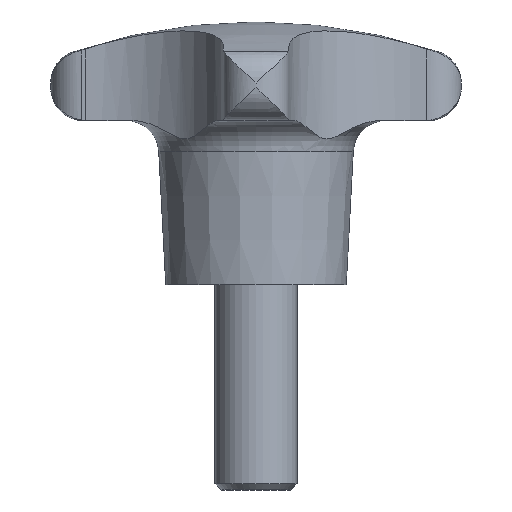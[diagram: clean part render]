
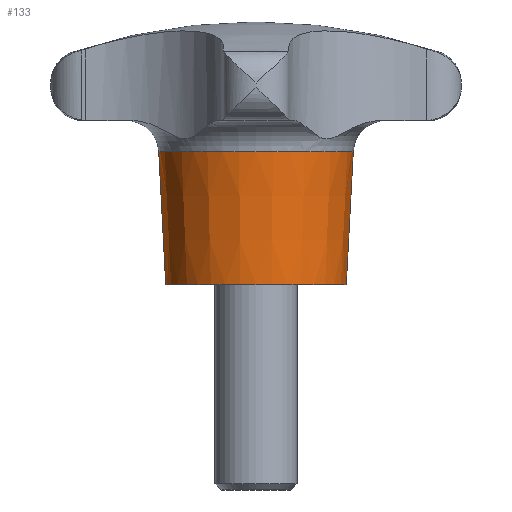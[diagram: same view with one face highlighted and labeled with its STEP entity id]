
A CAD part, front view. The second image highlights one B-rep face of the part: STEP entity #133.
In plain terms, the highlighted conical face has half-angle 3 degrees and reference radius 11.425 mm.
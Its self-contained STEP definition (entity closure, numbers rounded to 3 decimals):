
#133=ADVANCED_FACE('',(#268),#269,.T.);
#268=FACE_OUTER_BOUND('',#403,.T.);
#269=CONICAL_SURFACE('',#404,11.425,0.052);
#403=EDGE_LOOP('',(#748,#749,#750,#751));
#404=AXIS2_PLACEMENT_3D('',#752,#753,#754);
#748=ORIENTED_EDGE('',*,*,#864,.T.);
#749=ORIENTED_EDGE('',*,*,#970,.F.);
#750=ORIENTED_EDGE('',*,*,#866,.T.);
#751=ORIENTED_EDGE('',*,*,#972,.T.);
#752=CARTESIAN_POINT('',(0.,0.,8.105));
#753=DIRECTION('',(-0.0,0.0,1.0));
#754=DIRECTION('',(1.0,0.,0.0));
#864=EDGE_CURVE('',#1047,#1048,#1049,.T.);
#866=EDGE_CURVE('',#1052,#1050,#1053,.T.);
#970=EDGE_CURVE('',#1052,#1048,#1202,.T.);
#972=EDGE_CURVE('',#1050,#1047,#1204,.T.);
#1047=VERTEX_POINT('',#1390);
#1048=VERTEX_POINT('',#1391);
#1049=LINE('',#1392,#1393);
#1050=VERTEX_POINT('',#1394);
#1052=VERTEX_POINT('',#1396);
#1053=LINE('',#1397,#1398);
#1202=CIRCLE('',#1950,11.849);
#1204=CIRCLE('',#1952,11.);
#1390=CARTESIAN_POINT('',(11.,0.,0.));
#1391=CARTESIAN_POINT('',(11.849,0.,16.209));
#1392=CARTESIAN_POINT('',(11.425,0.,8.105));
#1393=VECTOR('',#2008,1.0);
#1394=CARTESIAN_POINT('',(-11.0,0.,0.));
#1396=CARTESIAN_POINT('',(-11.849,0.,16.209));
#1397=CARTESIAN_POINT('',(-11.425,0.,8.105));
#1398=VECTOR('',#2012,1.0);
#1950=AXIS2_PLACEMENT_3D('',#2106,#2107,#2108);
#1952=AXIS2_PLACEMENT_3D('',#2109,#2110,#2111);
#2008=DIRECTION('',(0.052,0.,0.999));
#2012=DIRECTION('',(0.052,0.,-0.999));
#2106=CARTESIAN_POINT('',(0.,0.,16.209));
#2107=DIRECTION('',(0.0,0.0,1.0));
#2108=DIRECTION('',(1.0,0.,0.0));
#2109=CARTESIAN_POINT('',(0.,0.,0.));
#2110=DIRECTION('',(0.0,0.0,1.0));
#2111=DIRECTION('',(1.0,0.,0.0));
